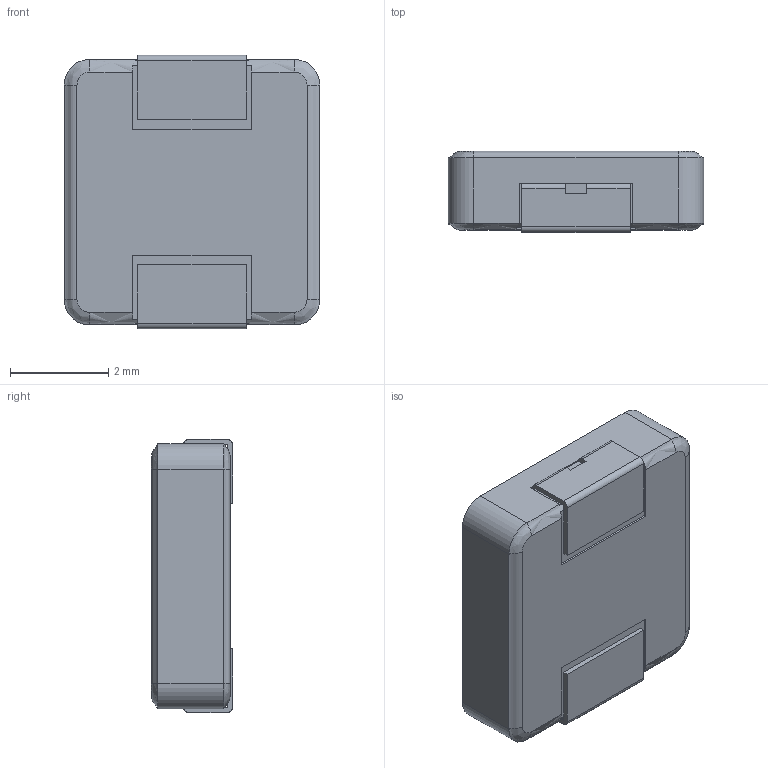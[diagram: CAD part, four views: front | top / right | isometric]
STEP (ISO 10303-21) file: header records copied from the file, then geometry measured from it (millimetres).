
FILE_DESCRIPTION (( 'STEP AP214' ), '1' );
FILE_NAME ('FXL0518.STEP', '2020-08-23T04:20:02', ( '' ), ( '' ), 'SwSTEP 2.0', 'SolidWorks 2020', '' );
FILE_SCHEMA (( 'AUTOMOTIVE_DESIGN' ));
Length unit declared in the file: millimetre
Products named in the file (3): 錨璃2; 錨璃1; FXL0518
Assembly tree (3 placements, depth 2):
  FXL0518
    錨璃1
    錨璃2  x2
Bounding box: 5.2 x 1.65 x 5.56 mm (x, y, z)
Volume: 44.5 mm3; surface area: 105.4 mm2
Topology: 3 solids, 3 shells, 78 faces, 200 edges, 128 vertices
Faces by surface type: plane 46, bspline 16, cylinder 16
Entity records: 2174 total; most frequent: CARTESIAN_POINT 726, ORIENTED_EDGE 304, DIRECTION 240, EDGE_CURVE 152, VECTOR 100, LINE 100, VERTEX_POINT 96, AXIS2_PLACEMENT_3D 70
